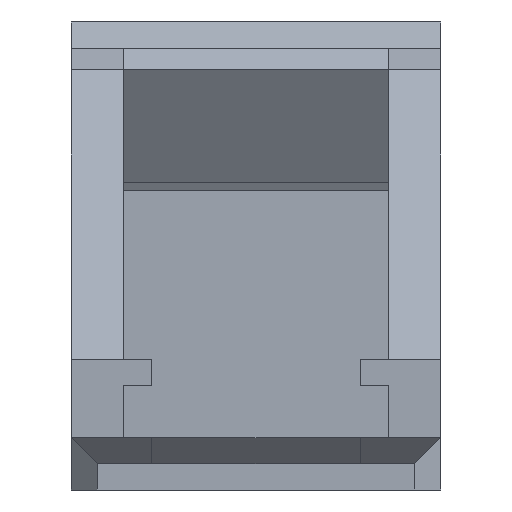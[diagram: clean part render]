
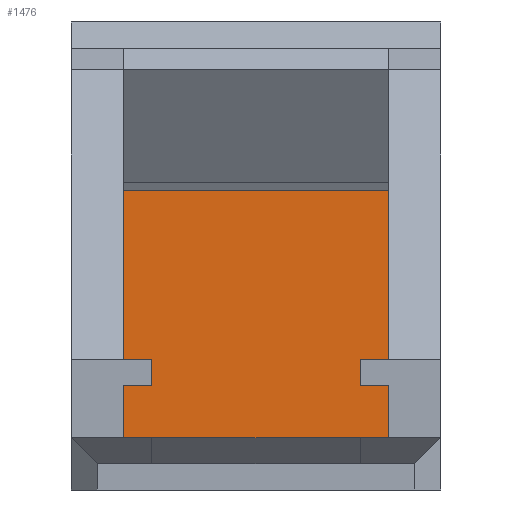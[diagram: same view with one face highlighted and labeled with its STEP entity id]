
A CAD part, left-side view. The second image highlights one B-rep face of the part: STEP entity #1476.
In plain terms, the highlighted planar face has unit normal (-1, 0, 0).
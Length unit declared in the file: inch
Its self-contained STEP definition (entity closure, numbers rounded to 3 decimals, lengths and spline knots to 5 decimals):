
#110=FACE_OUTER_BOUND('',#199,.T.);
#199=EDGE_LOOP('',(#1151,#1152,#1153,#1154,#1155,#1156,#1157,#1158,#1159,
#1160,#1161,#1162,#1163,#1164,#1165,#1166));
#276=LINE('',#2092,#460);
#315=LINE('',#2176,#499);
#338=LINE('',#2235,#522);
#344=LINE('',#2246,#528);
#347=LINE('',#2253,#531);
#351=LINE('',#2261,#535);
#356=LINE('',#2272,#540);
#359=LINE('',#2278,#543);
#360=LINE('',#2280,#544);
#361=LINE('',#2282,#545);
#362=LINE('',#2283,#546);
#363=LINE('',#2285,#547);
#364=LINE('',#2287,#548);
#365=LINE('',#2289,#549);
#366=LINE('',#2291,#550);
#367=LINE('',#2292,#551);
#460=VECTOR('',#1688,0.3937);
#499=VECTOR('',#1755,0.3937);
#522=VECTOR('',#1810,0.3937);
#528=VECTOR('',#1820,0.3937);
#531=VECTOR('',#1827,0.3937);
#535=VECTOR('',#1835,0.3937);
#540=VECTOR('',#1842,0.3937);
#543=VECTOR('',#1847,0.3937);
#544=VECTOR('',#1848,0.3937);
#545=VECTOR('',#1849,0.3937);
#546=VECTOR('',#1850,0.3937);
#547=VECTOR('',#1851,0.3937);
#548=VECTOR('',#1852,0.3937);
#549=VECTOR('',#1853,0.3937);
#550=VECTOR('',#1854,0.3937);
#551=VECTOR('',#1855,0.3937);
#645=VERTEX_POINT('',#2085);
#648=VERTEX_POINT('',#2090);
#678=VERTEX_POINT('',#2173);
#679=VERTEX_POINT('',#2175);
#702=VERTEX_POINT('',#2244);
#704=VERTEX_POINT('',#2252);
#706=VERTEX_POINT('',#2260);
#710=VERTEX_POINT('',#2269);
#711=VERTEX_POINT('',#2271);
#713=VERTEX_POINT('',#2277);
#714=VERTEX_POINT('',#2279);
#715=VERTEX_POINT('',#2281);
#716=VERTEX_POINT('',#2284);
#717=VERTEX_POINT('',#2286);
#718=VERTEX_POINT('',#2288);
#719=VERTEX_POINT('',#2290);
#785=EDGE_CURVE('',#648,#645,#276,.T.);
#827=EDGE_CURVE('',#678,#679,#315,.T.);
#857=EDGE_CURVE('',#678,#645,#338,.T.);
#863=EDGE_CURVE('',#702,#648,#344,.F.);
#866=EDGE_CURVE('',#679,#704,#347,.F.);
#870=EDGE_CURVE('',#704,#706,#351,.T.);
#875=EDGE_CURVE('',#710,#711,#356,.T.);
#878=EDGE_CURVE('',#710,#713,#359,.T.);
#879=EDGE_CURVE('',#713,#714,#360,.T.);
#880=EDGE_CURVE('',#714,#715,#361,.T.);
#881=EDGE_CURVE('',#715,#706,#362,.T.);
#882=EDGE_CURVE('',#702,#716,#363,.T.);
#883=EDGE_CURVE('',#716,#717,#364,.T.);
#884=EDGE_CURVE('',#717,#718,#365,.T.);
#885=EDGE_CURVE('',#718,#719,#366,.T.);
#886=EDGE_CURVE('',#719,#711,#367,.T.);
#1151=ORIENTED_EDGE('',*,*,#875,.F.);
#1152=ORIENTED_EDGE('',*,*,#878,.T.);
#1153=ORIENTED_EDGE('',*,*,#879,.T.);
#1154=ORIENTED_EDGE('',*,*,#880,.T.);
#1155=ORIENTED_EDGE('',*,*,#881,.T.);
#1156=ORIENTED_EDGE('',*,*,#870,.F.);
#1157=ORIENTED_EDGE('',*,*,#866,.F.);
#1158=ORIENTED_EDGE('',*,*,#827,.F.);
#1159=ORIENTED_EDGE('',*,*,#857,.T.);
#1160=ORIENTED_EDGE('',*,*,#785,.F.);
#1161=ORIENTED_EDGE('',*,*,#863,.F.);
#1162=ORIENTED_EDGE('',*,*,#882,.T.);
#1163=ORIENTED_EDGE('',*,*,#883,.T.);
#1164=ORIENTED_EDGE('',*,*,#884,.T.);
#1165=ORIENTED_EDGE('',*,*,#885,.T.);
#1166=ORIENTED_EDGE('',*,*,#886,.T.);
#1413=PLANE('',#1589);
#1476=ADVANCED_FACE('',(#110),#1413,.T.);
#1589=AXIS2_PLACEMENT_3D('',#2276,#1845,#1846);
#1688=DIRECTION('',(0.,0.,1.));
#1755=DIRECTION('',(0.,0.,-1.));
#1810=DIRECTION('',(0.,1.,0.));
#1820=DIRECTION('',(0.,-0.707,0.707));
#1827=DIRECTION('',(0.,-0.707,-0.707));
#1835=DIRECTION('',(0.,1.,0.));
#1842=DIRECTION('',(0.,1.,0.));
#1845=DIRECTION('center_axis',(-1.,0.,0.));
#1846=DIRECTION('ref_axis',(0.,0.,1.));
#1847=DIRECTION('',(0.,-1.,0.));
#1848=DIRECTION('',(0.,0.,1.));
#1849=DIRECTION('',(0.,1.,0.));
#1850=DIRECTION('',(0.,0.,1.));
#1851=DIRECTION('',(0.,-1.,0.));
#1852=DIRECTION('',(0.,0.,-1.));
#1853=DIRECTION('',(0.,1.,0.));
#1854=DIRECTION('',(0.,0.,-1.));
#1855=DIRECTION('',(0.,-1.,0.));
#2085=CARTESIAN_POINT('',(-0.42323,1.77165,1.42788));
#2090=CARTESIAN_POINT('',(-0.42323,1.77165,-0.04823));
#2092=CARTESIAN_POINT('',(-0.42323,1.77165,1.10311));
#2173=CARTESIAN_POINT('',(-0.42323,0.,1.42788));
#2175=CARTESIAN_POINT('',(-0.42323,0.,-0.04823));
#2176=CARTESIAN_POINT('',(-0.42323,0.,1.10311));
#2235=CARTESIAN_POINT('',(-0.42323,0.88583,1.42788));
#2244=CARTESIAN_POINT('',(-0.42323,1.64665,0.07677));
#2246=CARTESIAN_POINT('',(-0.42323,1.39124,0.33219));
#2252=CARTESIAN_POINT('',(-0.42323,0.125,0.07677));
#2253=CARTESIAN_POINT('',(-0.42323,-0.0625,-0.11073));
#2260=CARTESIAN_POINT('',(-0.42323,0.38583,0.07677));
#2261=CARTESIAN_POINT('',(-0.42323,0.,0.07677));
#2269=CARTESIAN_POINT('',(-0.42323,0.38583,-0.29823));
#2271=CARTESIAN_POINT('',(-0.42323,1.38583,-0.29823));
#2272=CARTESIAN_POINT('',(-0.42323,0.,-0.29823));
#2276=CARTESIAN_POINT('Origin',(-0.42323,0.,-0.42323));
#2277=CARTESIAN_POINT('',(-0.42323,0.25,-0.29823));
#2278=CARTESIAN_POINT('',(-0.42323,0.125,-0.29823));
#2279=CARTESIAN_POINT('',(-0.42323,0.25,-0.04823));
#2280=CARTESIAN_POINT('',(-0.42323,0.25,-0.23573));
#2281=CARTESIAN_POINT('',(-0.42323,0.38583,-0.04823));
#2282=CARTESIAN_POINT('',(-0.42323,0.19291,-0.04823));
#2283=CARTESIAN_POINT('',(-0.42323,0.38583,-0.17323));
#2284=CARTESIAN_POINT('',(-0.42323,1.38583,0.07677));
#2285=CARTESIAN_POINT('',(-0.42323,0.69291,0.07677));
#2286=CARTESIAN_POINT('',(-0.42323,1.38583,-0.04823));
#2287=CARTESIAN_POINT('',(-0.42323,1.38583,-0.23573));
#2288=CARTESIAN_POINT('',(-0.42323,1.52165,-0.04823));
#2289=CARTESIAN_POINT('',(-0.42323,0.76083,-0.04823));
#2290=CARTESIAN_POINT('',(-0.42323,1.52165,-0.29823));
#2291=CARTESIAN_POINT('',(-0.42323,1.52165,-0.36073));
#2292=CARTESIAN_POINT('',(-0.42323,0.69291,-0.29823));
